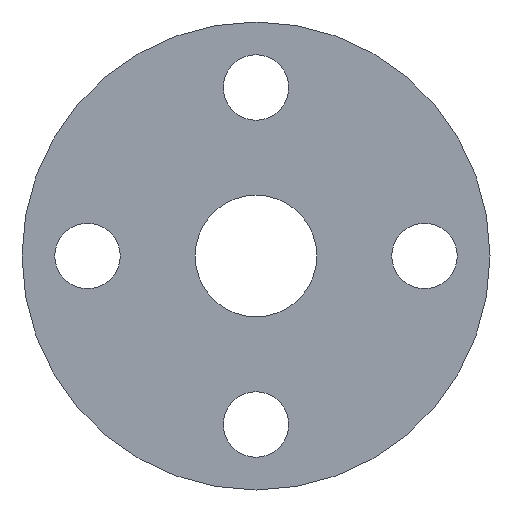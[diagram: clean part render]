
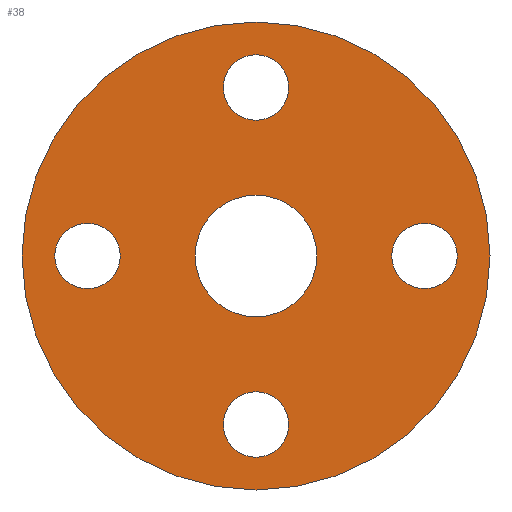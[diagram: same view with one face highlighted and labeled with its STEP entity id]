
A CAD part, left-side view. The second image highlights one B-rep face of the part: STEP entity #38.
In plain terms, the highlighted planar face has unit normal (-1, 0, 0).
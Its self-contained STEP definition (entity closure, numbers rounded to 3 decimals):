
#34=PLANE('',#189);
#38=ADVANCED_FACE('',(#56,#57,#58,#59,#60,#61),#34,.F.);
#56=FACE_BOUND('',#84,.T.);
#57=FACE_BOUND('',#85,.T.);
#58=FACE_BOUND('',#86,.T.);
#59=FACE_BOUND('',#87,.T.);
#60=FACE_BOUND('',#88,.T.);
#61=FACE_BOUND('',#89,.T.);
#84=EDGE_LOOP('',(#112));
#85=EDGE_LOOP('',(#113));
#86=EDGE_LOOP('',(#114));
#87=EDGE_LOOP('',(#115));
#88=EDGE_LOOP('',(#116));
#89=EDGE_LOOP('',(#117));
#112=ORIENTED_EDGE('',*,*,#154,.F.);
#113=ORIENTED_EDGE('',*,*,#155,.F.);
#114=ORIENTED_EDGE('',*,*,#156,.F.);
#115=ORIENTED_EDGE('',*,*,#157,.T.);
#116=ORIENTED_EDGE('',*,*,#158,.F.);
#117=ORIENTED_EDGE('',*,*,#152,.F.);
#138=VERTEX_POINT('',#257);
#140=VERTEX_POINT('',#262);
#141=VERTEX_POINT('',#264);
#142=VERTEX_POINT('',#266);
#143=VERTEX_POINT('',#268);
#144=VERTEX_POINT('',#270);
#152=EDGE_CURVE('',#138,#138,#166,.T.);
#154=EDGE_CURVE('',#140,#140,#168,.T.);
#155=EDGE_CURVE('',#141,#141,#169,.T.);
#156=EDGE_CURVE('',#142,#142,#170,.T.);
#157=EDGE_CURVE('',#143,#143,#171,.T.);
#158=EDGE_CURVE('',#144,#144,#172,.T.);
#166=CIRCLE('',#181,12.5);
#168=CIRCLE('',#184,1.75);
#169=CIRCLE('',#185,1.75);
#170=CIRCLE('',#186,1.75);
#171=CIRCLE('',#187,1.75);
#172=CIRCLE('',#188,3.25);
#181=AXIS2_PLACEMENT_3D('',#256,#207,#208);
#184=AXIS2_PLACEMENT_3D('',#261,#213,#214);
#185=AXIS2_PLACEMENT_3D('',#263,#215,#216);
#186=AXIS2_PLACEMENT_3D('',#265,#217,#218);
#187=AXIS2_PLACEMENT_3D('',#267,#219,#220);
#188=AXIS2_PLACEMENT_3D('',#269,#221,#222);
#189=AXIS2_PLACEMENT_3D('',#271,#223,#224);
#207=DIRECTION('',(1.,0.,0.));
#208=DIRECTION('',(0.,1.,0.));
#213=DIRECTION('',(-1.,0.,0.));
#214=DIRECTION('',(0.,0.,-1.));
#215=DIRECTION('',(-1.,0.,0.));
#216=DIRECTION('',(0.,0.,1.));
#217=DIRECTION('',(-1.,0.,0.));
#218=DIRECTION('',(0.,-1.,0.));
#219=DIRECTION('',(1.,0.,0.));
#220=DIRECTION('',(0.,1.,0.));
#221=DIRECTION('',(-1.,0.,0.));
#222=DIRECTION('',(0.,0.,1.));
#223=DIRECTION('',(1.,0.,0.));
#224=DIRECTION('',(0.,0.,-1.));
#256=CARTESIAN_POINT('',(-10.,0.,0.));
#257=CARTESIAN_POINT('',(-10.,12.5,0.));
#261=CARTESIAN_POINT('',(-10.,9.,0.));
#262=CARTESIAN_POINT('',(-10.,9.,-1.75));
#263=CARTESIAN_POINT('',(-10.,-9.,0.));
#264=CARTESIAN_POINT('',(-10.,-9.,1.75));
#265=CARTESIAN_POINT('',(-10.,0.,-9.));
#266=CARTESIAN_POINT('',(-10.,-1.75,-9.));
#267=CARTESIAN_POINT('',(-10.,0.,9.));
#268=CARTESIAN_POINT('',(-10.,1.75,9.));
#269=CARTESIAN_POINT('',(-10.,0.,0.));
#270=CARTESIAN_POINT('',(-10.,0.,3.25));
#271=CARTESIAN_POINT('',(-10.,0.,0.));
